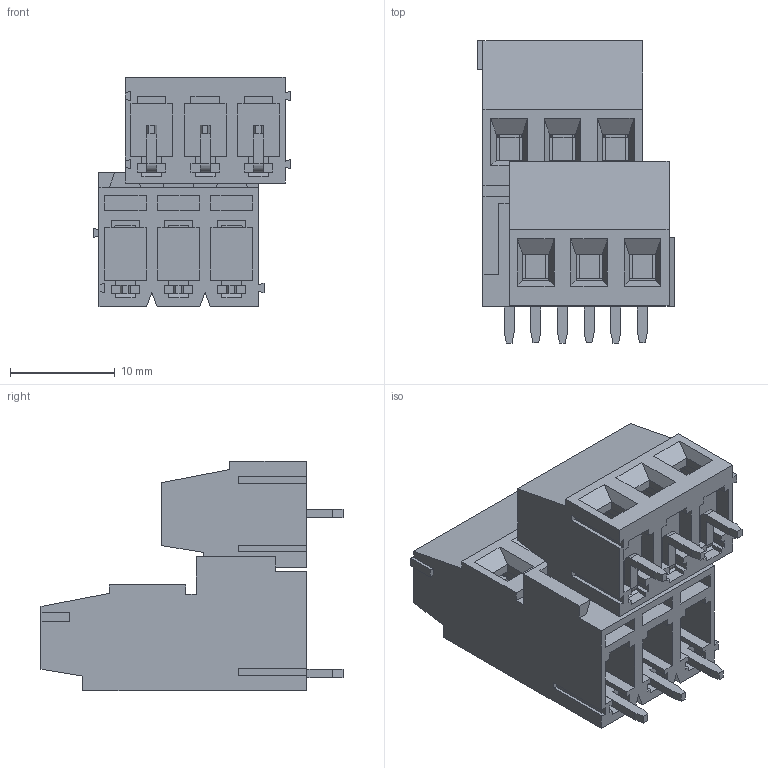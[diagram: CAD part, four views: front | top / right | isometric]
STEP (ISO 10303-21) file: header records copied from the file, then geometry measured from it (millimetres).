
FILE_DESCRIPTION(/* description */ ('Unknown'),/* implementation_level */ '2;1');
FILE_NAME(/* name */ '691232510006',/* time_stamp */ '2016-03-16T15:10:24+01:00',/* author */ ('Unknown'),/* organization */ ('Unknown'),/* preprocessor_version */ 'ST-DEVELOPER v16',/* originating_system */ 'DEX',/* authorisation */ $);
FILE_SCHEMA (('AUTOMOTIVE_DESIGN {1 0 10303 214 3 1 1}'));
Length unit declared in the file: millimetre
Products named in the file (7): 6912325100xx; 691232510006_LONG; 6912325100xx_MASS; 6912325100xx_PIN_LONG; 6912325100xx_VIS; 691232510006_SMALL; 6912325100xx_PIN_SMALL
Assembly tree (20 placements, depth 2):
  6912325100xx
    691232510006_LONG
    6912325100xx_MASS  x6
    6912325100xx_PIN_LONG  x3
    6912325100xx_VIS  x6
    691232510006_SMALL
    6912325100xx_PIN_SMALL  x3
Bounding box: 18.74 x 28.8 x 21.9 mm (x, y, z)
Volume: 3750.9 mm3; surface area: 8081.5 mm2
Topology: 20 solids, 20 shells, 597 faces, 1574 edges, 1020 vertices
Faces by surface type: plane 543, cylinder 54
Full cylindrical faces by diameter (mm): 2.6 x12, 3 x6, 3.9 x12
Entity records: 12307 total; most frequent: CARTESIAN_POINT 2147, ORIENTED_EDGE 2096, DIRECTION 1916, EDGE_CURVE 1048, LINE 998, VECTOR 998, VERTEX_POINT 690, AXIS2_PLACEMENT_3D 459
